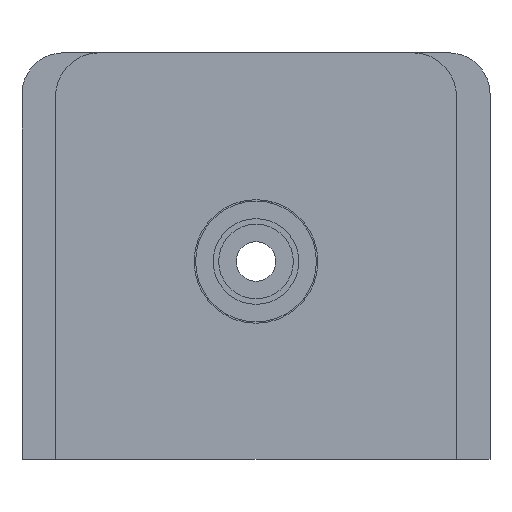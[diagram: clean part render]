
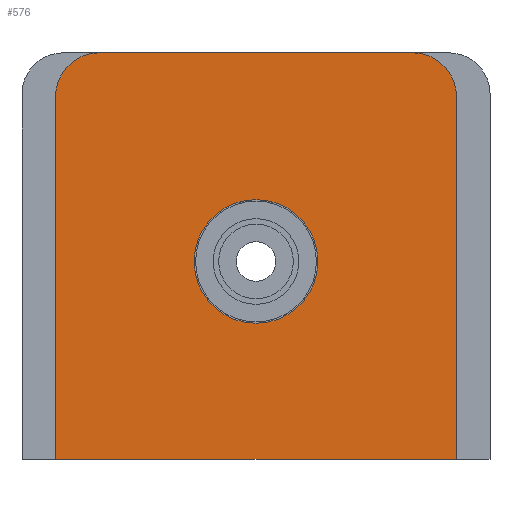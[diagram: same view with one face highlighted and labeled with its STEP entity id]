
A CAD part, top view. The second image highlights one B-rep face of the part: STEP entity #576.
In plain terms, the highlighted planar face has unit normal (0, 0, 1).
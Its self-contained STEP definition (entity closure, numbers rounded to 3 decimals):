
#41=LINE('',#940,#81);
#62=LINE('',#999,#102);
#64=LINE('',#1003,#104);
#66=LINE('',#1006,#106);
#81=VECTOR('',#777,10.);
#102=VECTOR('',#836,10.);
#104=VECTOR('',#840,10.);
#106=VECTOR('',#844,10.);
#135=FACE_BOUND('',#222,.T.);
#172=FACE_OUTER_BOUND('',#221,.T.);
#221=EDGE_LOOP('',(#512,#513,#514,#515,#516,#517));
#222=EDGE_LOOP('',(#518));
#243=CIRCLE('',#636,8.);
#245=CIRCLE('',#639,8.);
#254=CIRCLE('',#659,11.25);
#275=VERTEX_POINT('',#922);
#276=VERTEX_POINT('',#923);
#279=VERTEX_POINT('',#931);
#280=VERTEX_POINT('',#932);
#300=VERTEX_POINT('',#994);
#301=VERTEX_POINT('',#998);
#302=VERTEX_POINT('',#1002);
#333=EDGE_CURVE('',#275,#276,#243,.T.);
#337=EDGE_CURVE('',#279,#280,#245,.T.);
#341=EDGE_CURVE('',#279,#276,#41,.T.);
#368=EDGE_CURVE('',#300,#300,#254,.T.);
#370=EDGE_CURVE('',#301,#280,#62,.T.);
#372=EDGE_CURVE('',#302,#301,#64,.T.);
#374=EDGE_CURVE('',#275,#302,#66,.T.);
#512=ORIENTED_EDGE('',*,*,#333,.F.);
#513=ORIENTED_EDGE('',*,*,#374,.T.);
#514=ORIENTED_EDGE('',*,*,#372,.T.);
#515=ORIENTED_EDGE('',*,*,#370,.T.);
#516=ORIENTED_EDGE('',*,*,#337,.F.);
#517=ORIENTED_EDGE('',*,*,#341,.T.);
#518=ORIENTED_EDGE('',*,*,#368,.T.);
#539=PLANE('',#663);
#576=ADVANCED_FACE('',(#172,#135),#539,.T.);
#636=AXIS2_PLACEMENT_3D('',#924,#761,#762);
#639=AXIS2_PLACEMENT_3D('',#933,#769,#770);
#659=AXIS2_PLACEMENT_3D('',#995,#831,#832);
#663=AXIS2_PLACEMENT_3D('',#1007,#845,#846);
#761=DIRECTION('center_axis',(0.,0.,-1.));
#762=DIRECTION('ref_axis',(-0.707,0.707,0.));
#769=DIRECTION('center_axis',(0.,0.,-1.));
#770=DIRECTION('ref_axis',(0.707,0.707,0.));
#777=DIRECTION('',(-1.,0.,0.));
#831=DIRECTION('center_axis',(0.,0.,-1.));
#832=DIRECTION('ref_axis',(1.,0.,0.));
#836=DIRECTION('',(0.,1.,0.));
#840=DIRECTION('',(1.,0.,0.));
#844=DIRECTION('',(0.,-1.,0.));
#845=DIRECTION('center_axis',(0.,0.,1.));
#846=DIRECTION('ref_axis',(1.,0.,0.));
#922=CARTESIAN_POINT('',(-36.5,30.,5.));
#923=CARTESIAN_POINT('',(-28.5,38.,5.));
#924=CARTESIAN_POINT('Origin',(-28.5,30.,5.));
#931=CARTESIAN_POINT('',(28.5,38.,5.));
#932=CARTESIAN_POINT('',(36.5,30.,5.));
#933=CARTESIAN_POINT('Origin',(28.5,30.,5.));
#940=CARTESIAN_POINT('',(-42.6,38.,5.));
#994=CARTESIAN_POINT('',(-11.25,0.,5.));
#995=CARTESIAN_POINT('Origin',(0.,0.,5.));
#998=CARTESIAN_POINT('',(36.5,-36.,5.));
#999=CARTESIAN_POINT('',(36.5,38.,5.));
#1002=CARTESIAN_POINT('',(-36.5,-36.,5.));
#1003=CARTESIAN_POINT('',(42.6,-36.,5.));
#1006=CARTESIAN_POINT('',(-36.5,38.,5.));
#1007=CARTESIAN_POINT('Origin',(0.,1.,5.));
